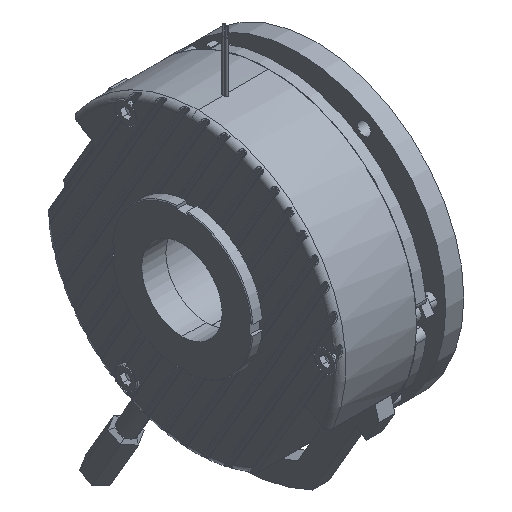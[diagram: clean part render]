
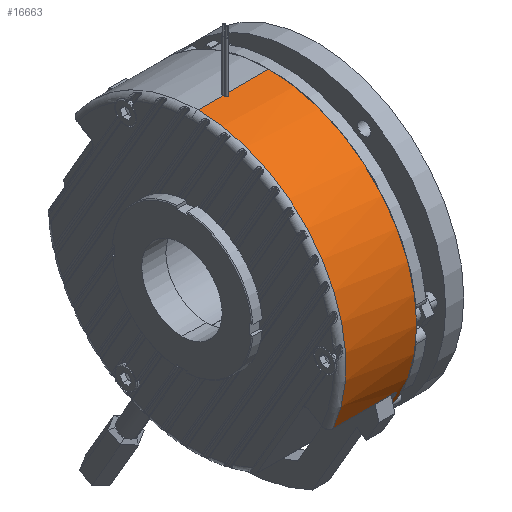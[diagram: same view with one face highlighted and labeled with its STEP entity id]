
A CAD part, isometric view. The second image highlights one B-rep face of the part: STEP entity #16663.
In plain terms, the highlighted cylindrical face has radius 73.5 mm (diameter 147 mm), a partial arc.
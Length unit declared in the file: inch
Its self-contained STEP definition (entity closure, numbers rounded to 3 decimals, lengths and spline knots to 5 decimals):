
#740 = CARTESIAN_POINT ( 'NONE',  ( 0.78531, -2.61515, -1.23875 ) ) ;
#1254 = EDGE_CURVE ( 'NONE', #17662, #1387, #33264, .T. ) ;
#1387 = VERTEX_POINT ( 'NONE', #6280 ) ;
#1736 = EDGE_CURVE ( 'NONE', #5058, #13097, #20413, .T. ) ;
#1762 = CIRCLE ( 'NONE', #23298, 2.8937 ) ;
#2195 = DIRECTION ( 'NONE',  ( 0., 0., 1. ) ) ;
#2231 = VECTOR ( 'NONE', #16369, 39.37008 ) ;
#2290 = CARTESIAN_POINT ( 'NONE',  ( 0.72626, -2.64015, -1.18453 ) ) ;
#2854 = CARTESIAN_POINT ( 'NONE',  ( 0.78494, -2.61847, -1.23172 ) ) ;
#3782 = AXIS2_PLACEMENT_3D ( 'NONE', #16866, #28562, #2195 ) ;
#3814 = CARTESIAN_POINT ( 'NONE',  ( 0.76333, -1.22369, -2.62224 ) ) ;
#4458 = FACE_OUTER_BOUND ( 'NONE', #19305, .T. ) ;
#4716 = DIRECTION ( 'NONE',  ( 0., 0., 1. ) ) ;
#5010 = CARTESIAN_POINT ( 'NONE',  ( 0.75613, -2.63702, -1.19148 ) ) ;
#5058 = VERTEX_POINT ( 'NONE', #5338 ) ;
#5186 = CARTESIAN_POINT ( 'NONE',  ( 0.7341, -2.64015, -1.18453 ) ) ;
#5219 = EDGE_CURVE ( 'NONE', #32978, #18457, #1762, .T. ) ;
#5338 = CARTESIAN_POINT ( 'NONE',  ( -0.48425, 0., -2.8937 ) ) ;
#5723 = CARTESIAN_POINT ( 'NONE',  ( 0., 0., 2.8937 ) ) ;
#5744 = DIRECTION ( 'NONE',  ( 0., 0., -1. ) ) ;
#6280 = CARTESIAN_POINT ( 'NONE',  ( 0.89949, 0., 2.8937 ) ) ;
#6297 = ORIENTED_EDGE ( 'NONE', *, *, #1736, .F. ) ;
#6770 = CARTESIAN_POINT ( 'NONE',  ( 0.78531, -1.2993, -2.5856 ) ) ;
#6921 = CARTESIAN_POINT ( 'NONE',  ( 0.78531, -1.2993, -2.5856 ) ) ;
#7040 = DIRECTION ( 'NONE',  ( 1., 0., 0. ) ) ;
#7878 = CARTESIAN_POINT ( 'NONE',  ( 0.89949, 0., 0. ) ) ;
#8110 = ORIENTED_EDGE ( 'NONE', *, *, #18929, .T. ) ;
#9016 = ORIENTED_EDGE ( 'NONE', *, *, #10726, .T. ) ;
#9649 = VERTEX_POINT ( 'NONE', #740 ) ;
#9659 = CARTESIAN_POINT ( 'NONE',  ( 0.89949, 0., -2.8937 ) ) ;
#9988 = CARTESIAN_POINT ( 'NONE',  ( 0.78442, -1.27967, -2.59539 ) ) ;
#10183 = CARTESIAN_POINT ( 'NONE',  ( 0.77763, -1.25063, -2.60951 ) ) ;
#10246 = DIRECTION ( 'NONE',  ( -1., 0., 0. ) ) ;
#10401 = CARTESIAN_POINT ( 'NONE',  ( 0., -1.20432, -2.63118 ) ) ;
#10726 = EDGE_CURVE ( 'NONE', #32978, #23711, #21654, .T. ) ;
#10914 = CARTESIAN_POINT ( 'NONE',  ( -0.48425, 0., 2.8937 ) ) ;
#10991 = CARTESIAN_POINT ( 'NONE',  ( 0.76271, -2.63518, -1.19556 ) ) ;
#11544 = CARTESIAN_POINT ( 'NONE',  ( 0.78531, 0., 0. ) ) ;
#11557 = CARTESIAN_POINT ( 'NONE',  ( 0.78531, -2.61515, -1.23875 ) ) ;
#12895 = CARTESIAN_POINT ( 'NONE',  ( 0.78531, -1.28945, -2.59055 ) ) ;
#13004 = CARTESIAN_POINT ( 'NONE',  ( -0.48425, -2.64015, -1.18453 ) ) ;
#13014 = CARTESIAN_POINT ( 'NONE',  ( 0., -2.64015, -1.18453 ) ) ;
#13020 = EDGE_CURVE ( 'NONE', #17662, #5058, #19423, .T. ) ;
#13097 = VERTEX_POINT ( 'NONE', #34969 ) ;
#13837 = CARTESIAN_POINT ( 'NONE',  ( 0., 0., -2.8937 ) ) ;
#14071 = CARTESIAN_POINT ( 'NONE',  ( 0.77759, -2.62775, -1.21179 ) ) ;
#14904 = B_SPLINE_CURVE_WITH_KNOTS ( 'NONE', 3,
 ( #6921, #12895, #9988, #21367, #10183, #30171, #3814, #27288, #33242, #18652, #21719, #24067 ),
 .UNSPECIFIED., .F., .F.,
 ( 4, 2, 2, 2, 2, 4 ),
 ( 0., 0.00083, 0.00167, 0.0025, 0.00292, 0.00334 ),
 .UNSPECIFIED. ) ;
#15571 = EDGE_CURVE ( 'NONE', #9649, #34585, #29322, .T. ) ;
#15929 = VECTOR ( 'NONE', #17463, 39.37008 ) ;
#16214 = DIRECTION ( 'NONE',  ( 0., 0., 1. ) ) ;
#16333 = DIRECTION ( 'NONE',  ( 0., 0., 1. ) ) ;
#16369 = DIRECTION ( 'NONE',  ( -1., 0., 0. ) ) ;
#16663 = ADVANCED_FACE ( 'NONE', ( #4458 ), #25441, .T. ) ;
#16866 = CARTESIAN_POINT ( 'NONE',  ( -0.48425, 0., 0. ) ) ;
#17325 = CARTESIAN_POINT ( 'NONE',  ( 0.78345, -2.62169, -1.22485 ) ) ;
#17463 = DIRECTION ( 'NONE',  ( -1., 0., 0. ) ) ;
#17662 = VERTEX_POINT ( 'NONE', #9659 ) ;
#18457 = VERTEX_POINT ( 'NONE', #10914 ) ;
#18652 = CARTESIAN_POINT ( 'NONE',  ( 0.73724, -1.20559, -2.6306 ) ) ;
#18929 = EDGE_CURVE ( 'NONE', #34585, #22728, #14904, .T. ) ;
#19305 = EDGE_LOOP ( 'NONE', ( #32049, #32312, #36313, #23465, #9016, #36284, #27306, #8110, #23126, #6297 ) ) ;
#19423 = LINE ( 'NONE', #13837, #37877 ) ;
#19834 = CARTESIAN_POINT ( 'NONE',  ( 0.74189, -2.6395, -1.18599 ) ) ;
#20063 = CARTESIAN_POINT ( 'NONE',  ( 0.72626, -2.64015, -1.18453 ) ) ;
#20361 = LINE ( 'NONE', #5723, #15929 ) ;
#20413 = CIRCLE ( 'NONE', #3782, 2.8937 ) ;
#21367 = CARTESIAN_POINT ( 'NONE',  ( 0.78058, -1.26027, -2.60487 ) ) ;
#21654 = LINE ( 'NONE', #13014, #27422 ) ;
#21719 = CARTESIAN_POINT ( 'NONE',  ( 0.73185, -1.20432, -2.63118 ) ) ;
#22227 = CARTESIAN_POINT ( 'NONE',  ( -0.48425, 0., 0. ) ) ;
#22728 = VERTEX_POINT ( 'NONE', #24400 ) ;
#23126 = ORIENTED_EDGE ( 'NONE', *, *, #37292, .T. ) ;
#23298 = AXIS2_PLACEMENT_3D ( 'NONE', #22227, #33928, #4716 ) ;
#23451 = DIRECTION ( 'NONE',  ( 1., 0., 0. ) ) ;
#23465 = ORIENTED_EDGE ( 'NONE', *, *, #5219, .F. ) ;
#23711 = VERTEX_POINT ( 'NONE', #20063 ) ;
#24067 = CARTESIAN_POINT ( 'NONE',  ( 0.72626, -1.20432, -2.63118 ) ) ;
#24400 = CARTESIAN_POINT ( 'NONE',  ( 0.72626, -1.20432, -2.63118 ) ) ;
#24886 = EDGE_CURVE ( 'NONE', #23711, #9649, #27577, .T. ) ;
#25441 = CYLINDRICAL_SURFACE ( 'NONE', #28058, 2.8937 ) ;
#25602 = CARTESIAN_POINT ( 'NONE',  ( 0.77086, -2.63174, -1.2031 ) ) ;
#26158 = CARTESIAN_POINT ( 'NONE',  ( 0.77939, -2.62632, -1.21489 ) ) ;
#27288 = CARTESIAN_POINT ( 'NONE',  ( 0.75165, -1.2131, -2.62715 ) ) ;
#27306 = ORIENTED_EDGE ( 'NONE', *, *, #15571, .T. ) ;
#27422 = VECTOR ( 'NONE', #7040, 39.37008 ) ;
#27577 = B_SPLINE_CURVE_WITH_KNOTS ( 'NONE', 3,
 ( #2290, #5186, #19834, #5010, #10991, #25602, #37299, #14071, #26158, #37656, #17325, #2854, #31717, #11557 ),
 .UNSPECIFIED., .F., .F.,
 ( 4, 2, 2, 2, 2, 2, 4 ),
 ( 0., 0.00059, 0.00119, 0.00149, 0.00178, 0.00208, 0.00238 ),
 .UNSPECIFIED. ) ;
#28058 = AXIS2_PLACEMENT_3D ( 'NONE', #37139, #10246, #16214 ) ;
#28562 = DIRECTION ( 'NONE',  ( -1., 0., 0. ) ) ;
#28696 = AXIS2_PLACEMENT_3D ( 'NONE', #11544, #23451, #5744 ) ;
#29322 = CIRCLE ( 'NONE', #28696, 2.8937 ) ;
#29834 = EDGE_CURVE ( 'NONE', #1387, #18457, #20361, .T. ) ;
#30171 = CARTESIAN_POINT ( 'NONE',  ( 0.76904, -1.23247, -2.61813 ) ) ;
#30806 = AXIS2_PLACEMENT_3D ( 'NONE', #7878, #37257, #16333 ) ;
#31144 = LINE ( 'NONE', #10401, #2231 ) ;
#31717 = CARTESIAN_POINT ( 'NONE',  ( 0.78531, -2.61683, -1.23521 ) ) ;
#32049 = ORIENTED_EDGE ( 'NONE', *, *, #13020, .F. ) ;
#32312 = ORIENTED_EDGE ( 'NONE', *, *, #1254, .T. ) ;
#32978 = VERTEX_POINT ( 'NONE', #13004 ) ;
#33242 = CARTESIAN_POINT ( 'NONE',  ( 0.74719, -1.21001, -2.62857 ) ) ;
#33264 = CIRCLE ( 'NONE', #30806, 2.8937 ) ;
#33928 = DIRECTION ( 'NONE',  ( -1., 0., 0. ) ) ;
#34204 = DIRECTION ( 'NONE',  ( -1., 0., 0. ) ) ;
#34585 = VERTEX_POINT ( 'NONE', #6770 ) ;
#34969 = CARTESIAN_POINT ( 'NONE',  ( -0.48425, -1.20432, -2.63118 ) ) ;
#36284 = ORIENTED_EDGE ( 'NONE', *, *, #24886, .T. ) ;
#36313 = ORIENTED_EDGE ( 'NONE', *, *, #29834, .T. ) ;
#37139 = CARTESIAN_POINT ( 'NONE',  ( 0., 0., 0. ) ) ;
#37257 = DIRECTION ( 'NONE',  ( -1., 0., 0. ) ) ;
#37292 = EDGE_CURVE ( 'NONE', #22728, #13097, #31144, .T. ) ;
#37299 = CARTESIAN_POINT ( 'NONE',  ( 0.77334, -2.63046, -1.2059 ) ) ;
#37656 = CARTESIAN_POINT ( 'NONE',  ( 0.78233, -2.62329, -1.22143 ) ) ;
#37877 = VECTOR ( 'NONE', #34204, 39.37008 ) ;
